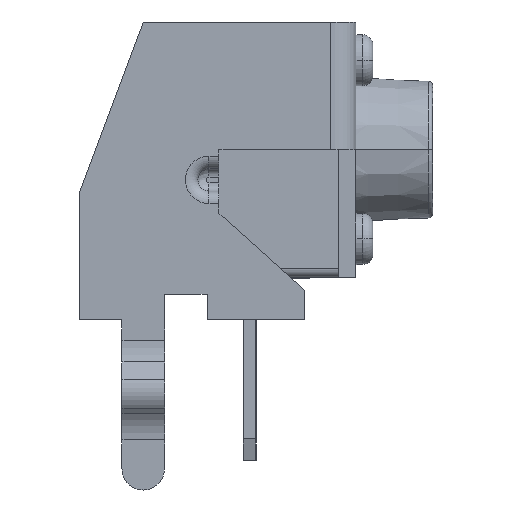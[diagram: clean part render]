
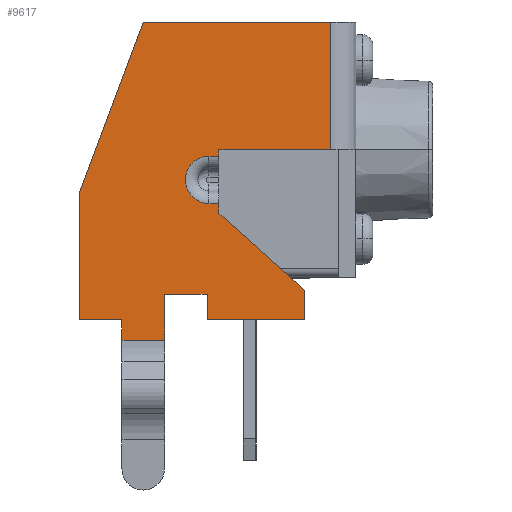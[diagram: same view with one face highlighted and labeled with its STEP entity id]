
A CAD part, left-side view. The second image highlights one B-rep face of the part: STEP entity #9617.
In plain terms, the highlighted planar face has unit normal (-1, 0, 0).
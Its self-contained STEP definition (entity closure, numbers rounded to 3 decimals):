
#2273=DIRECTION('',(0.,1.,0.));
#2274=VECTOR('',#2273,4.4);
#2275=CARTESIAN_POINT('',(-3.75,-1.22,3.));
#2276=LINE('',#2275,#2274);
#2277=DIRECTION('',(0.,-1.,0.));
#2278=VECTOR('',#2277,1.);
#2279=CARTESIAN_POINT('',(-3.75,3.68,-4.48));
#2280=LINE('',#2279,#2278);
#2281=DIRECTION('',(0.,1.,0.));
#2282=VECTOR('',#2281,1.);
#2283=CARTESIAN_POINT('',(-3.75,3.68,-4.));
#2284=LINE('',#2283,#2282);
#2285=DIRECTION('',(0.,0.,1.));
#2286=VECTOR('',#2285,3.);
#2287=CARTESIAN_POINT('',(-3.75,4.68,-4.));
#2288=LINE('',#2287,#2286);
#2289=DIRECTION('',(0.,0.351,-0.936));
#2290=VECTOR('',#2289,4.272);
#2291=CARTESIAN_POINT('',(-3.75,3.18,3.));
#2292=LINE('',#2291,#2290);
#2293=DIRECTION('',(0.,0.,1.));
#2294=VECTOR('',#2293,3.);
#2295=CARTESIAN_POINT('',(-3.75,-1.22,0.));
#2296=LINE('',#2295,#2294);
#2297=DIRECTION('',(0.,0.,-1.));
#2298=VECTOR('',#2297,0.154);
#2299=CARTESIAN_POINT('',(-3.75,1.4,0.));
#2300=LINE('',#2299,#2298);
#2301=DIRECTION('',(0.,-1.,0.));
#2302=VECTOR('',#2301,0.235);
#2303=CARTESIAN_POINT('',(-3.75,1.635,-0.154));
#2304=LINE('',#2303,#2302);
#2305=CARTESIAN_POINT('',(-3.75,1.635,-0.71));
#2306=DIRECTION('',(1.,0.,0.));
#2307=DIRECTION('',(0.,0.,-1.));
#2308=AXIS2_PLACEMENT_3D('',#2305,#2306,#2307);
#2310=DIRECTION('',(0.,1.,0.));
#2311=VECTOR('',#2310,0.235);
#2312=CARTESIAN_POINT('',(-3.75,1.4,-1.266));
#2313=LINE('',#2312,#2311);
#2314=DIRECTION('',(0.,0.,-1.));
#2315=VECTOR('',#2314,0.234);
#2316=CARTESIAN_POINT('',(-3.75,1.4,-1.266));
#2317=LINE('',#2316,#2315);
#2318=DIRECTION('',(0.,-0.747,-0.665));
#2319=VECTOR('',#2318,2.706);
#2320=CARTESIAN_POINT('',(-3.75,1.4,-1.5));
#2321=LINE('',#2320,#2319);
#2322=DIRECTION('',(0.,0.,-1.));
#2323=VECTOR('',#2322,0.7);
#2324=CARTESIAN_POINT('',(-3.75,-0.62,-3.3));
#2325=LINE('',#2324,#2323);
#2326=DIRECTION('',(0.,1.,0.));
#2327=VECTOR('',#2326,2.3);
#2328=CARTESIAN_POINT('',(-3.75,-0.62,-4.));
#2329=LINE('',#2328,#2327);
#2330=DIRECTION('',(0.,0.,-1.));
#2331=VECTOR('',#2330,0.6);
#2332=CARTESIAN_POINT('',(-3.75,1.68,-3.4));
#2333=LINE('',#2332,#2331);
#2334=DIRECTION('',(0.,-1.,0.));
#2335=VECTOR('',#2334,1.);
#2336=CARTESIAN_POINT('',(-3.75,2.68,-3.4));
#2337=LINE('',#2336,#2335);
#2338=DIRECTION('',(0.,0.,1.));
#2339=VECTOR('',#2338,1.08);
#2340=CARTESIAN_POINT('',(-3.75,2.68,-4.48));
#2341=LINE('',#2340,#2339);
#2459=DIRECTION('',(0.,0.,1.));
#2460=VECTOR('',#2459,0.48);
#2461=CARTESIAN_POINT('',(-3.75,3.68,-4.48));
#2462=LINE('',#2461,#2460);
#2672=DIRECTION('',(0.,-1.,0.));
#2673=VECTOR('',#2672,2.62);
#2674=CARTESIAN_POINT('',(-3.75,1.4,0.));
#2675=LINE('',#2674,#2673);
#5691=CARTESIAN_POINT('',(-3.75,1.4,-1.5));
#5692=CARTESIAN_POINT('',(-3.75,-0.62,-3.3));
#5693=VERTEX_POINT('',#5691);
#5694=VERTEX_POINT('',#5692);
#5695=CARTESIAN_POINT('',(-3.75,-0.62,-4.));
#5696=VERTEX_POINT('',#5695);
#5701=CARTESIAN_POINT('',(-3.75,4.68,-4.));
#5703=VERTEX_POINT('',#5701);
#5727=CARTESIAN_POINT('',(-3.75,3.68,-4.48));
#5728=VERTEX_POINT('',#5727);
#5751=CARTESIAN_POINT('',(-3.75,2.68,-4.48));
#5752=VERTEX_POINT('',#5751);
#5755=CARTESIAN_POINT('',(-3.75,3.68,-4.));
#5756=VERTEX_POINT('',#5755);
#5757=CARTESIAN_POINT('',(-3.75,2.68,-3.4));
#5759=VERTEX_POINT('',#5757);
#5761=CARTESIAN_POINT('',(-3.75,1.68,-3.4));
#5763=VERTEX_POINT('',#5761);
#5777=CARTESIAN_POINT('',(-3.75,-1.22,3.));
#5779=VERTEX_POINT('',#5777);
#5783=CARTESIAN_POINT('',(-3.75,-1.22,0.));
#5784=VERTEX_POINT('',#5783);
#5785=CARTESIAN_POINT('',(-3.75,1.4,0.));
#5786=VERTEX_POINT('',#5785);
#5787=CARTESIAN_POINT('',(-3.75,3.18,3.));
#5788=CARTESIAN_POINT('',(-3.75,4.68,-1.));
#5789=VERTEX_POINT('',#5787);
#5790=VERTEX_POINT('',#5788);
#5826=CARTESIAN_POINT('',(-3.75,1.635,-0.154));
#5827=CARTESIAN_POINT('',(-3.75,1.4,-0.154));
#5828=VERTEX_POINT('',#5826);
#5829=VERTEX_POINT('',#5827);
#5830=CARTESIAN_POINT('',(-3.75,1.635,-1.266));
#5831=VERTEX_POINT('',#5830);
#5832=CARTESIAN_POINT('',(-3.75,1.4,-1.266));
#5833=VERTEX_POINT('',#5832);
#5858=CARTESIAN_POINT('',(-3.75,1.68,-4.));
#5859=VERTEX_POINT('',#5858);
#9574=CARTESIAN_POINT('',(-3.75,-1.42,-3.));
#9575=DIRECTION('',(1.,0.,0.));
#9576=DIRECTION('',(0.,0.,1.));
#9577=AXIS2_PLACEMENT_3D('',#9574,#9575,#9576);
#9578=PLANE('',#9577);
#9580=ORIENTED_EDGE('',*,*,#9579,.F.);
#9582=ORIENTED_EDGE('',*,*,#9581,.F.);
#9584=ORIENTED_EDGE('',*,*,#9583,.T.);
#9586=ORIENTED_EDGE('',*,*,#9585,.T.);
#9588=ORIENTED_EDGE('',*,*,#9587,.T.);
#9589=ORIENTED_EDGE('',*,*,#9557,.F.);
#9590=ORIENTED_EDGE('',*,*,#9540,.F.);
#9592=ORIENTED_EDGE('',*,*,#9591,.F.);
#9594=ORIENTED_EDGE('',*,*,#9593,.F.);
#9596=ORIENTED_EDGE('',*,*,#9595,.T.);
#9598=ORIENTED_EDGE('',*,*,#9597,.F.);
#9600=ORIENTED_EDGE('',*,*,#9599,.F.);
#9602=ORIENTED_EDGE('',*,*,#9601,.F.);
#9604=ORIENTED_EDGE('',*,*,#9603,.T.);
#9606=ORIENTED_EDGE('',*,*,#9605,.T.);
#9608=ORIENTED_EDGE('',*,*,#9607,.T.);
#9610=ORIENTED_EDGE('',*,*,#9609,.T.);
#9612=ORIENTED_EDGE('',*,*,#9611,.F.);
#9614=ORIENTED_EDGE('',*,*,#9613,.F.);
#9615=EDGE_LOOP('',(#9580,#9582,#9584,#9586,#9588,#9589,#9590,#9592,#9594,#9596,
#9598,#9600,#9602,#9604,#9606,#9608,#9610,#9612,#9614));
#9616=FACE_OUTER_BOUND('',#9615,.F.);
#9617=ADVANCED_FACE('',(#9616),#9578,.F.);
#2309=CIRCLE('',#2308,0.556);
#9540=EDGE_CURVE('',#5779,#5789,#2276,.T.);
#9557=EDGE_CURVE('',#5789,#5790,#2292,.T.);
#9579=EDGE_CURVE('',#5752,#5759,#2341,.T.);
#9581=EDGE_CURVE('',#5728,#5752,#2280,.T.);
#9583=EDGE_CURVE('',#5728,#5756,#2462,.T.);
#9585=EDGE_CURVE('',#5756,#5703,#2284,.T.);
#9587=EDGE_CURVE('',#5703,#5790,#2288,.T.);
#9591=EDGE_CURVE('',#5784,#5779,#2296,.T.);
#9593=EDGE_CURVE('',#5786,#5784,#2675,.T.);
#9595=EDGE_CURVE('',#5786,#5829,#2300,.T.);
#9597=EDGE_CURVE('',#5828,#5829,#2304,.T.);
#9599=EDGE_CURVE('',#5831,#5828,#2309,.T.);
#9601=EDGE_CURVE('',#5833,#5831,#2313,.T.);
#9603=EDGE_CURVE('',#5833,#5693,#2317,.T.);
#9605=EDGE_CURVE('',#5693,#5694,#2321,.T.);
#9607=EDGE_CURVE('',#5694,#5696,#2325,.T.);
#9609=EDGE_CURVE('',#5696,#5859,#2329,.T.);
#9611=EDGE_CURVE('',#5763,#5859,#2333,.T.);
#9613=EDGE_CURVE('',#5759,#5763,#2337,.T.);
